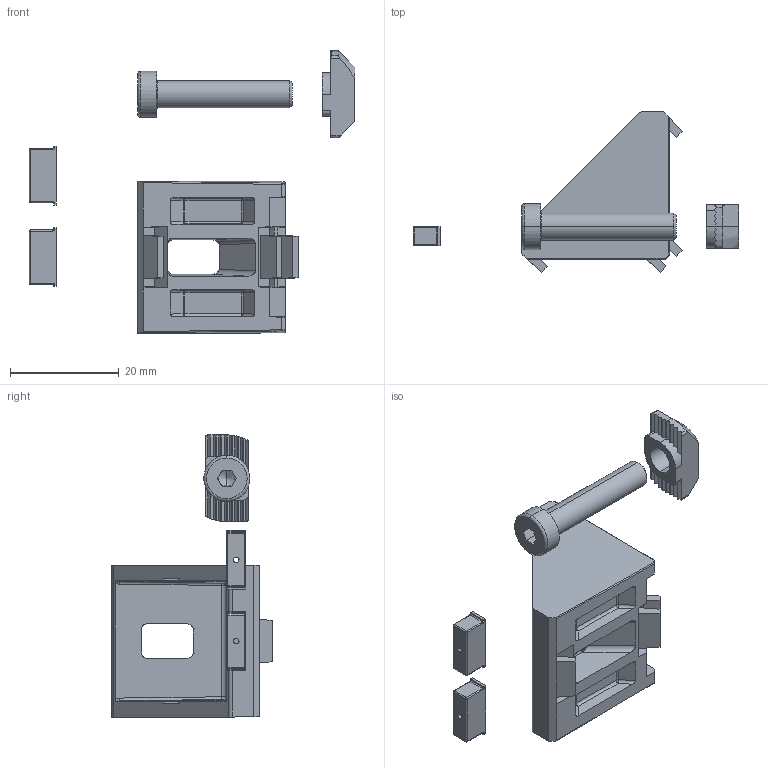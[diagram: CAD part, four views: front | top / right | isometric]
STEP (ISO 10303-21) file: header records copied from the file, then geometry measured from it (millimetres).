
FILE_DESCRIPTION (( 'STEP AP214' ), '1' );
FILE_NAME ('093w303n08s14.STEP', '2014-08-20T12:06:37', ( '' ), ( '' ), 'SwSTEP 2.0', 'SolidWorks 2014', '' );
FILE_SCHEMA (( 'AUTOMOTIVE_DESIGN' ));
Length unit declared in the file: millimetre
Products named in the file (5): 093w02_Standard; 096h08415_096 h08 6 15; socket head thin cap screw_din_DIN 7984 - M5 x 25 --- 25C; 093w303_093 w 303 n08 s12; 093w303n08s14
Assembly tree (5 placements, depth 2):
  093w303n08s14
    093w303_093 w 303 n08 s12
    socket head thin cap screw_din_DIN 7984 - M5 x 25 --- 25C
    096h08415_096 h08 6 15
    093w02_Standard  x2
Bounding box: 60 x 29.57 x 52 mm (x, y, z)
Volume: 8814.6 mm3; surface area: 6719.4 mm2
Topology: 5 solids, 5 shells, 376 faces, 948 edges, 573 vertices
Faces by surface type: plane 175, cylinder 145, sphere 24, bspline 14, torus 12, cone 6
Entity records: 10506 total; most frequent: CARTESIAN_POINT 2698, ORIENTED_EDGE 1668, DIRECTION 1492, EDGE_CURVE 834, VERTEX_POINT 517, LINE 506, VECTOR 506, AXIS2_PLACEMENT_3D 493
